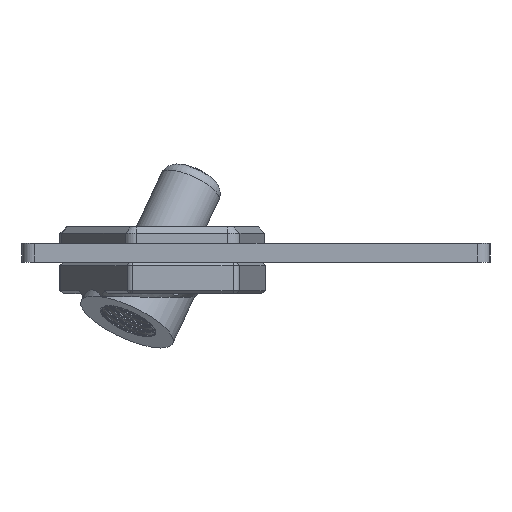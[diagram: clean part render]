
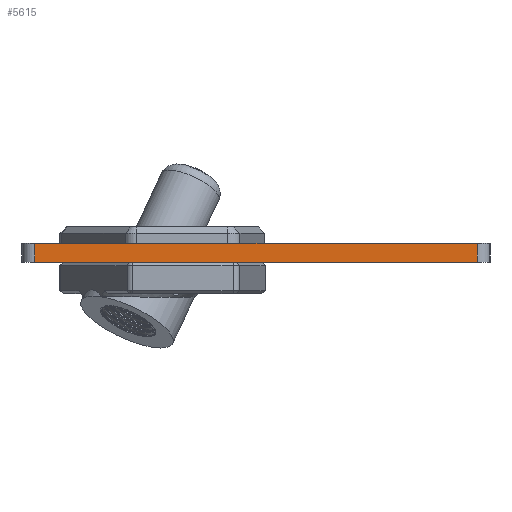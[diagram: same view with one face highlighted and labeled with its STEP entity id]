
A CAD part, left-side view. The second image highlights one B-rep face of the part: STEP entity #5615.
In plain terms, the highlighted planar face has unit normal (-1, 0, 0).
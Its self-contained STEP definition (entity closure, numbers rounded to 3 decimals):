
#615=FACE_OUTER_BOUND('',#918,.T.);
#918=EDGE_LOOP('',(#4158,#4159,#4160,#4161));
#1561=LINE('',#8175,#2122);
#1562=LINE('',#8177,#2123);
#1563=LINE('',#8179,#2124);
#1564=LINE('',#8180,#2125);
#2122=VECTOR('',#6794,10.);
#2123=VECTOR('',#6795,10.);
#2124=VECTOR('',#6796,10.);
#2125=VECTOR('',#6797,10.);
#2567=VERTEX_POINT('',#8173);
#2568=VERTEX_POINT('',#8174);
#2569=VERTEX_POINT('',#8176);
#2570=VERTEX_POINT('',#8178);
#3215=EDGE_CURVE('',#2567,#2568,#1561,.T.);
#3216=EDGE_CURVE('',#2568,#2569,#1562,.T.);
#3217=EDGE_CURVE('',#2570,#2569,#1563,.T.);
#3218=EDGE_CURVE('',#2567,#2570,#1564,.T.);
#4158=ORIENTED_EDGE('',*,*,#3215,.T.);
#4159=ORIENTED_EDGE('',*,*,#3216,.T.);
#4160=ORIENTED_EDGE('',*,*,#3217,.F.);
#4161=ORIENTED_EDGE('',*,*,#3218,.F.);
#5420=PLANE('',#5943);
#5615=ADVANCED_FACE('',(#615),#5420,.T.);
#5943=AXIS2_PLACEMENT_3D('',#8172,#6792,#6793);
#6792=DIRECTION('center_axis',(-1.,0.,0.));
#6793=DIRECTION('ref_axis',(0.,-1.,0.));
#6794=DIRECTION('',(0.,-1.,0.));
#6795=DIRECTION('',(0.,0.,1.));
#6796=DIRECTION('',(0.,-1.,0.));
#6797=DIRECTION('',(0.,0.,1.));
#8172=CARTESIAN_POINT('Origin',(-192.,35.,0.));
#8173=CARTESIAN_POINT('',(-192.,35.,0.));
#8174=CARTESIAN_POINT('',(-192.,-35.,0.));
#8175=CARTESIAN_POINT('',(-192.,35.,0.));
#8176=CARTESIAN_POINT('',(-192.,-35.,3.));
#8177=CARTESIAN_POINT('',(-192.,-35.,0.));
#8178=CARTESIAN_POINT('',(-192.,35.,3.));
#8179=CARTESIAN_POINT('',(-192.,35.,3.));
#8180=CARTESIAN_POINT('',(-192.,35.,0.));
